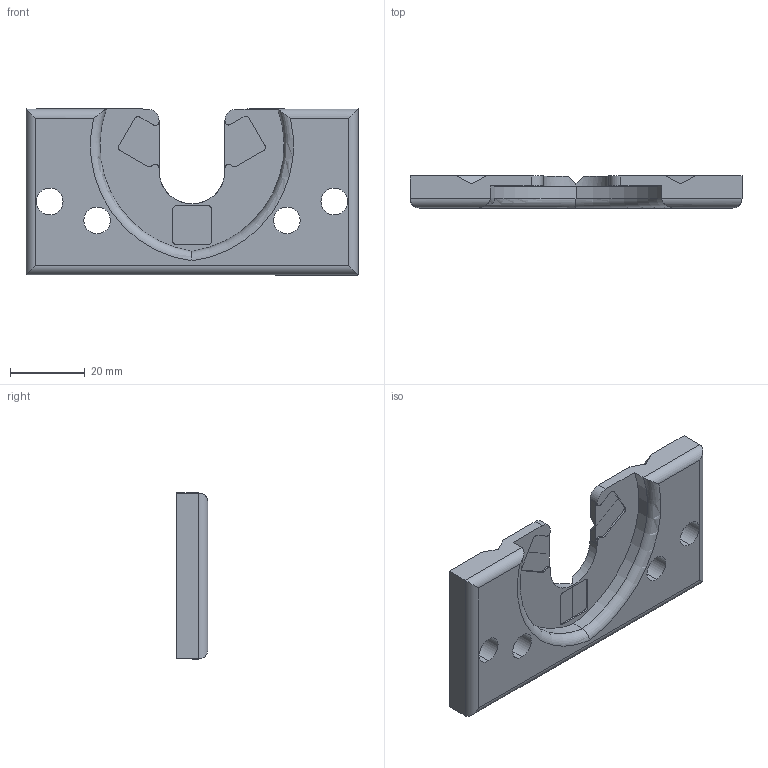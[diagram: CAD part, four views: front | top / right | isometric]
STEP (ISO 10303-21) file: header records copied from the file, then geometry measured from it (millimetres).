
FILE_DESCRIPTION (( 'STEP AP214' ), '1' );
FILE_NAME ('20201119-mountb662-90-rev3.STEP', '2021-03-12T20:05:08', ( '' ), ( '' ), 'SwSTEP 2.0', 'SolidWorks 2020', '' );
FILE_SCHEMA (( 'AUTOMOTIVE_DESIGN' ));
Length unit declared in the file: inch
Products named in the file (1): 20201119-mountb662-90-rev3
Bounding box: 88.9 x 8.52 x 44.45 mm (x, y, z)
Volume: 21371.7 mm3; surface area: 9969.7 mm2
Topology: 1 solids, 1 shells, 72 faces, 199 edges, 130 vertices
Faces by surface type: cylinder 38, plane 32, torus 2
Entity records: 2404 total; most frequent: CARTESIAN_POINT 467, DIRECTION 404, ORIENTED_EDGE 398, EDGE_CURVE 199, AXIS2_PLACEMENT_3D 141, VERTEX_POINT 130, LINE 122, VECTOR 122
